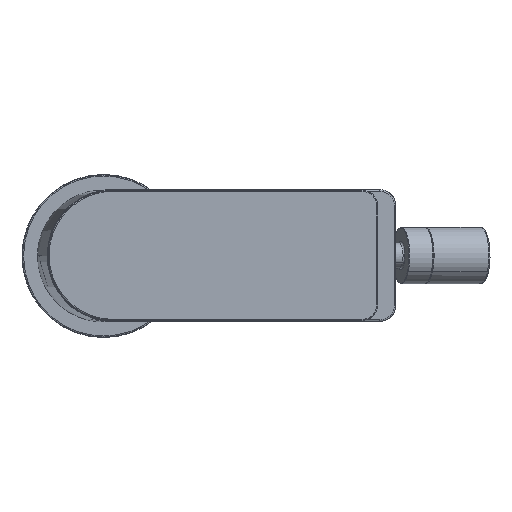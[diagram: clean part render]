
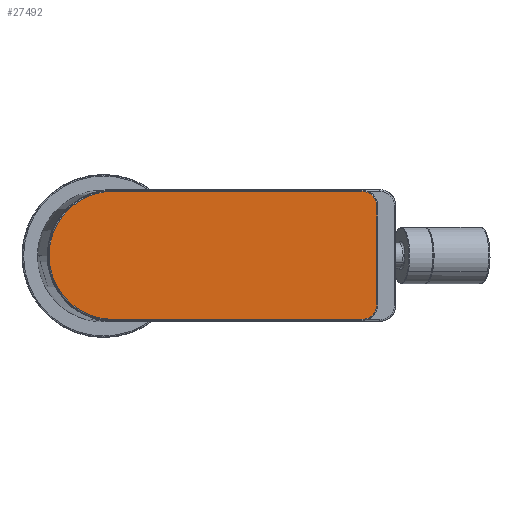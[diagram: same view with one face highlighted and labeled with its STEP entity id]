
A CAD part, top view. The second image highlights one B-rep face of the part: STEP entity #27492.
In plain terms, the highlighted planar face has unit normal (0, 0, 1).
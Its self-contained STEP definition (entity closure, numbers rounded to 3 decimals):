
#25841=DIRECTION('',(-1.,0.,0.));
#25842=VECTOR('',#25841,79.25);
#25843=CARTESIAN_POINT('',(83.091,-20.45,138.5));
#25844=LINE('',#25843,#25842);
#25849=CARTESIAN_POINT('',(83.091,-15.75,138.5));
#25850=DIRECTION('',(0.,0.,1.));
#25851=DIRECTION('',(0.,-1.,0.));
#25852=AXIS2_PLACEMENT_3D('',#25849,#25850,#25851);
#25854=CARTESIAN_POINT('',(3.841,0.,138.5));
#25855=DIRECTION('',(0.,0.,1.));
#25856=DIRECTION('',(-1.,0.,0.));
#25857=AXIS2_PLACEMENT_3D('',#25854,#25855,#25856);
#25859=CARTESIAN_POINT('',(3.841,0.,138.5));
#25860=DIRECTION('',(0.,0.,1.));
#25861=DIRECTION('',(0.,1.,0.));
#25862=AXIS2_PLACEMENT_3D('',#25859,#25860,#25861);
#25864=CARTESIAN_POINT('',(83.091,15.75,138.5));
#25865=DIRECTION('',(0.,0.,1.));
#25866=DIRECTION('',(1.,0.,0.));
#25867=AXIS2_PLACEMENT_3D('',#25864,#25865,#25866);
#25888=DIRECTION('',(0.,-1.,0.));
#25889=VECTOR('',#25888,31.5);
#25890=CARTESIAN_POINT('',(87.791,15.75,138.5));
#25891=LINE('',#25890,#25889);
#25911=DIRECTION('',(1.,0.,0.));
#25912=VECTOR('',#25911,79.25);
#25913=CARTESIAN_POINT('',(3.841,20.45,138.5));
#25914=LINE('',#25913,#25912);
#27017=CARTESIAN_POINT('',(83.091,-20.45,138.5));
#27018=CARTESIAN_POINT('',(87.791,-15.75,138.5));
#27019=VERTEX_POINT('',#27017);
#27020=VERTEX_POINT('',#27018);
#27021=CARTESIAN_POINT('',(87.791,15.75,138.5));
#27022=VERTEX_POINT('',#27021);
#27023=CARTESIAN_POINT('',(83.091,20.45,138.5));
#27024=VERTEX_POINT('',#27023);
#27025=CARTESIAN_POINT('',(3.841,20.45,138.5));
#27026=VERTEX_POINT('',#27025);
#27027=CARTESIAN_POINT('',(-16.609,0.,138.5));
#27028=VERTEX_POINT('',#27027);
#27029=CARTESIAN_POINT('',(3.841,-20.45,138.5));
#27030=VERTEX_POINT('',#27029);
#27474=CARTESIAN_POINT('',(3.841,0.,138.5));
#27475=DIRECTION('',(0.,0.,1.));
#27476=DIRECTION('',(1.,0.,0.));
#27477=AXIS2_PLACEMENT_3D('',#27474,#27475,#27476);
#27478=PLANE('',#27477);
#27480=ORIENTED_EDGE('',*,*,#27479,.F.);
#27481=ORIENTED_EDGE('',*,*,#27465,.T.);
#27482=ORIENTED_EDGE('',*,*,#27454,.F.);
#27483=ORIENTED_EDGE('',*,*,#27452,.F.);
#27485=ORIENTED_EDGE('',*,*,#27484,.T.);
#27487=ORIENTED_EDGE('',*,*,#27486,.F.);
#27489=ORIENTED_EDGE('',*,*,#27488,.T.);
#27490=EDGE_LOOP('',(#27480,#27481,#27482,#27483,#27485,#27487,#27489));
#27491=FACE_OUTER_BOUND('',#27490,.F.);
#27492=ADVANCED_FACE('',(#27491),#27478,.T.);
#25853=CIRCLE('',#25852,4.7);
#25858=CIRCLE('',#25857,20.45);
#25863=CIRCLE('',#25862,20.45);
#25868=CIRCLE('',#25867,4.7);
#27452=EDGE_CURVE('',#27026,#27028,#25863,.T.);
#27454=EDGE_CURVE('',#27028,#27030,#25858,.T.);
#27465=EDGE_CURVE('',#27019,#27030,#25844,.T.);
#27479=EDGE_CURVE('',#27019,#27020,#25853,.T.);
#27484=EDGE_CURVE('',#27026,#27024,#25914,.T.);
#27486=EDGE_CURVE('',#27022,#27024,#25868,.T.);
#27488=EDGE_CURVE('',#27022,#27020,#25891,.T.);
